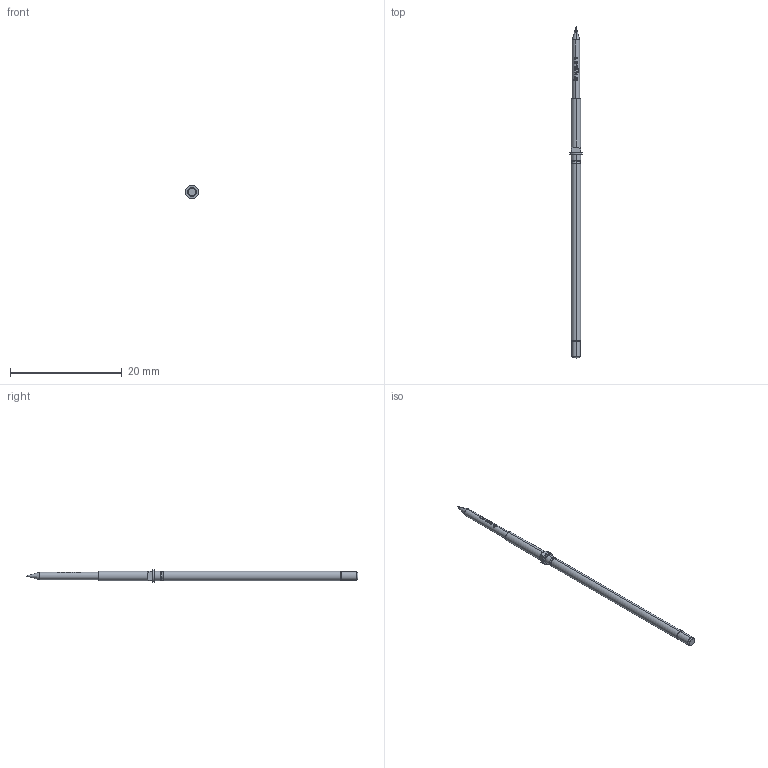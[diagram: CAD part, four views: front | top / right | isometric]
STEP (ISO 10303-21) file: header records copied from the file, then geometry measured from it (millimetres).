
FILE_DESCRIPTION (( 'STEP AP203' ), '1' );
FILE_NAME ('INGUN_GKS-204_201_130_R_xx10_M.STEP', '2022-01-27T08:20:42', ( 'ochi' ), ( '' ), 'SwSTEP 2.0', 'SolidWorks 2018', '' );
FILE_SCHEMA (( 'CONFIG_CONTROL_DESIGN' ));
Length unit declared in the file: millimetre
Products named in the file (1): INGUN_GKS-204_201_130_R_xx10_M
Bounding box: 2.3 x 59.5 x 2.3 mm (x, y, z)
Volume: 116.7 mm3; surface area: 298.9 mm2
Topology: 1 solids, 1 shells, 109 faces, 295 edges, 189 vertices
Faces by surface type: bspline 52, cylinder 22, plane 21, cone 8, torus 6
Entity records: 4536 total; most frequent: CARTESIAN_POINT 2272, ORIENTED_EDGE 586, EDGE_CURVE 293, DIRECTION 241, B_SPLINE_CURVE_WITH_KNOTS 212, VERTEX_POINT 189, EDGE_LOOP 112, FACE_OUTER_BOUND 109
